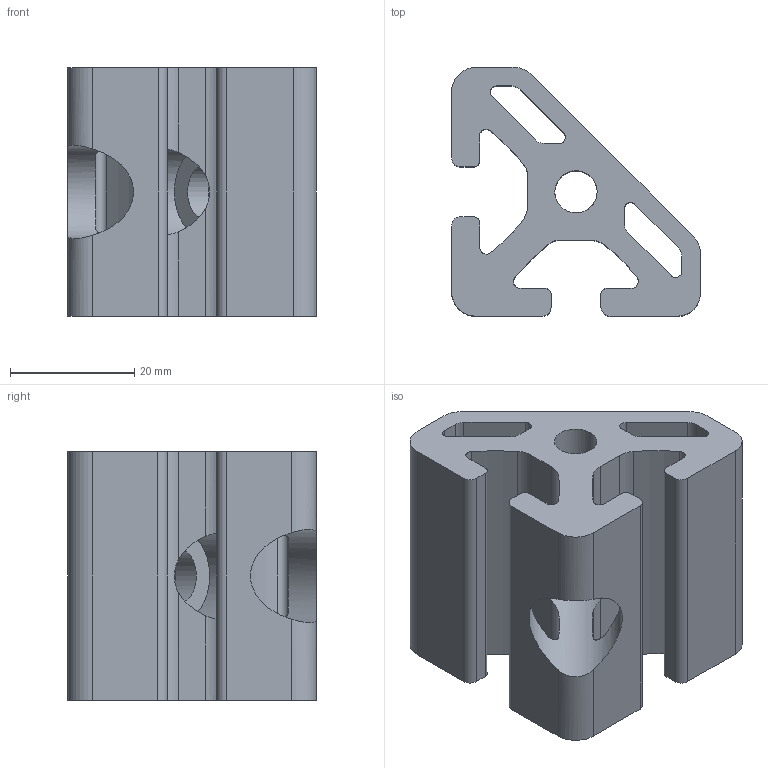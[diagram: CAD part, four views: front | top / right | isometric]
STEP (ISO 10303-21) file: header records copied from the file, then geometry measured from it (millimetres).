
FILE_DESCRIPTION(/* description */ ('11288'),/* implementation_level */ '2;1');
FILE_NAME(/* name */ '11288_KriTec_Winkelelement_8_T2_40.stp',/* time_stamp */ '2017-11-03T11:08:24+01:00',/* author */ ('Steiner'),/* organization */ (''),/* preprocessor_version */ 'ST-DEVELOPER v16.1',/* originating_system */ 'Autodesk Inventor 2016',/* authorisation */ '');
FILE_SCHEMA (('CONFIG_CONTROL_DESIGN'));
Length unit declared in the file: millimetre
Products named in the file (1): 11288 KriTec Winkelelement 8 T2-40.pdf
Bounding box: 40 x 40 x 40 mm (x, y, z)
Volume: 25977.6 mm3; surface area: 13444.1 mm2
Topology: 1 solids, 1 shells, 79 faces, 247 edges, 165 vertices
Faces by surface type: cylinder 44, plane 35
Full cylindrical faces by diameter (mm): 6.8 x2, 9 x1, 15 x1
Entity records: 2941 total; most frequent: CARTESIAN_POINT 693, ORIENTED_EDGE 474, DIRECTION 463, EDGE_CURVE 237, AXIS2_PLACEMENT_3D 166, VERTEX_POINT 160, LINE 131, VECTOR 131
